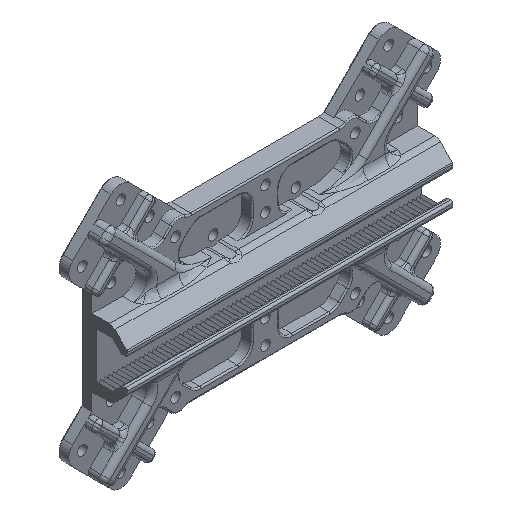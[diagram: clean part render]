
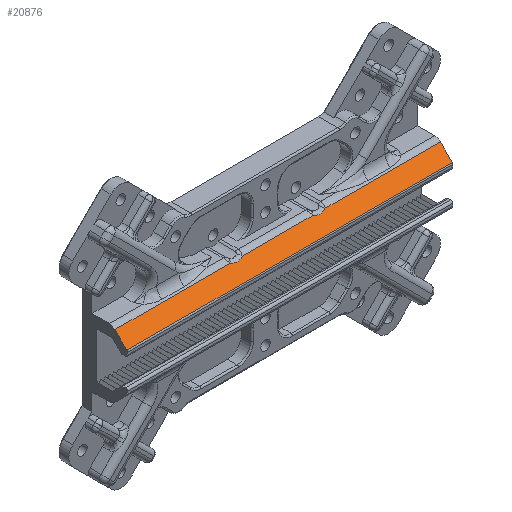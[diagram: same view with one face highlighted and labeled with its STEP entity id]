
A CAD part, isometric view. The second image highlights one B-rep face of the part: STEP entity #20876.
In plain terms, the highlighted planar face has unit normal (0, -0.707, 0.707).
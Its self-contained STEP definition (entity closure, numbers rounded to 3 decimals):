
#19=ELLIPSE('',#22470,7.778,5.5);
#21=ELLIPSE('',#22480,7.778,5.5);
#764=PLANE('',#22621);
#1995=FACE_OUTER_BOUND('',#3296,.T.);
#3296=EDGE_LOOP('',(#17528,#17529,#17530,#17531,#17532,#17533,#17534,#17535));
#4748=LINE('',#31062,#7153);
#5152=LINE('',#33588,#7557);
#5158=LINE('',#33706,#7563);
#5197=LINE('',#34409,#7602);
#5247=LINE('',#34696,#7652);
#5248=LINE('',#34697,#7653);
#7153=VECTOR('',#24665,10.);
#7557=VECTOR('',#26413,10.);
#7563=VECTOR('',#26439,10.);
#7602=VECTOR('',#26646,10.);
#7652=VECTOR('',#26800,10.);
#7653=VECTOR('',#26801,10.);
#10055=VERTEX_POINT('',#31059);
#10056=VERTEX_POINT('',#31061);
#10543=VERTEX_POINT('',#33508);
#10545=VERTEX_POINT('',#33539);
#10548=VERTEX_POINT('',#33587);
#10553=VERTEX_POINT('',#33632);
#10556=VERTEX_POINT('',#33705);
#10627=VERTEX_POINT('',#34695);
#12041=EDGE_CURVE('',#10056,#10055,#4748,.T.);
#12856=EDGE_CURVE('',#10545,#10543,#19,.T.);
#12863=EDGE_CURVE('',#10543,#10548,#5152,.T.);
#12873=EDGE_CURVE('',#10548,#10553,#21,.T.);
#12879=EDGE_CURVE('',#10553,#10556,#5158,.T.);
#12983=EDGE_CURVE('',#10056,#10545,#5197,.T.);
#13049=EDGE_CURVE('',#10627,#10055,#5247,.T.);
#13050=EDGE_CURVE('',#10556,#10627,#5248,.T.);
#17528=ORIENTED_EDGE('',*,*,#12856,.F.);
#17529=ORIENTED_EDGE('',*,*,#12983,.F.);
#17530=ORIENTED_EDGE('',*,*,#12041,.T.);
#17531=ORIENTED_EDGE('',*,*,#13049,.F.);
#17532=ORIENTED_EDGE('',*,*,#13050,.F.);
#17533=ORIENTED_EDGE('',*,*,#12879,.F.);
#17534=ORIENTED_EDGE('',*,*,#12873,.F.);
#17535=ORIENTED_EDGE('',*,*,#12863,.F.);
#20876=ADVANCED_FACE('',(#1995),#764,.T.);
#22470=AXIS2_PLACEMENT_3D('',#33541,#26399,#26400);
#22480=AXIS2_PLACEMENT_3D('',#33666,#26425,#26426);
#22621=AXIS2_PLACEMENT_3D('',#34694,#26798,#26799);
#24665=DIRECTION('',(0.,-0.707,-0.707));
#26399=DIRECTION('center_axis',(0.,-0.707,
0.707));
#26400=DIRECTION('ref_axis',(0.,-0.707,-0.707));
#26413=DIRECTION('',(1.,0.,0.));
#26425=DIRECTION('center_axis',(0.,-0.707,
0.707));
#26426=DIRECTION('ref_axis',(0.,-0.707,-0.707));
#26439=DIRECTION('',(1.,0.,0.));
#26646=DIRECTION('',(1.,0.,0.));
#26798=DIRECTION('center_axis',(0.,-0.707,
0.707));
#26799=DIRECTION('ref_axis',(0.,-0.707,-0.707));
#26800=DIRECTION('',(-1.,0.,0.));
#26801=DIRECTION('',(0.,-0.707,-0.707));
#31059=CARTESIAN_POINT('',(292.258,270.9,100.735));
#31061=CARTESIAN_POINT('',(292.258,275.302,105.137));
#31062=CARTESIAN_POINT('',(292.258,276.181,106.015));
#33508=CARTESIAN_POINT('',(339.204,275.302,105.137));
#33539=CARTESIAN_POINT('',(334.813,275.302,105.137));
#33541=CARTESIAN_POINT('Origin',(337.008,280.345,110.179));
#33587=CARTESIAN_POINT('',(365.313,275.302,105.137));
#33588=CARTESIAN_POINT('',(292.258,275.302,105.137));
#33632=CARTESIAN_POINT('',(369.704,275.302,105.137));
#33666=CARTESIAN_POINT('Origin',(367.508,280.345,110.179));
#33705=CARTESIAN_POINT('',(412.258,275.302,105.137));
#33706=CARTESIAN_POINT('',(292.258,275.302,105.137));
#34409=CARTESIAN_POINT('',(292.258,275.302,105.137));
#34694=CARTESIAN_POINT('Origin',(292.258,276.181,106.015));
#34695=CARTESIAN_POINT('',(412.258,270.9,100.735));
#34696=CARTESIAN_POINT('',(352.258,270.9,100.735));
#34697=CARTESIAN_POINT('',(412.258,276.181,106.015));
